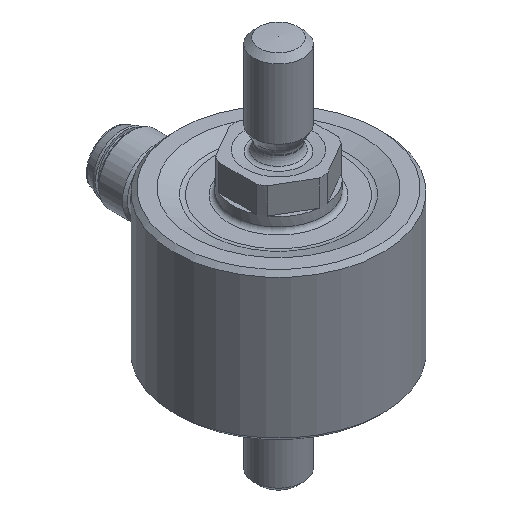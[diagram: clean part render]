
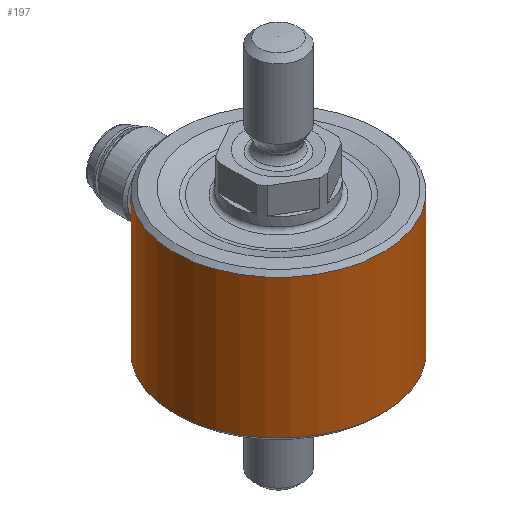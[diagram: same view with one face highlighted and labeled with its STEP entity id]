
A CAD part, isometric view. The second image highlights one B-rep face of the part: STEP entity #197.
In plain terms, the highlighted cylindrical face has radius 12.75 mm (diameter 25.5 mm), a full revolution.
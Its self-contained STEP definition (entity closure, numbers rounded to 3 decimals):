
#197 = ADVANCED_FACE( '', ( #559, #560, #561 ), #562, .T. );
#559 = FACE_BOUND( '', #1114, .T. );
#560 = FACE_OUTER_BOUND( '', #1115, .T. );
#561 = FACE_OUTER_BOUND( '', #1116, .T. );
#562 = CYLINDRICAL_SURFACE( '', #1117, 12.75 );
#1114 = EDGE_LOOP( '', ( #1837 ) );
#1115 = EDGE_LOOP( '', ( #1838 ) );
#1116 = EDGE_LOOP( '', ( #1839 ) );
#1117 = AXIS2_PLACEMENT_3D( '', #1840, #1841, #1842 );
#1837 = ORIENTED_EDGE( '', *, *, #2533, .T. );
#1838 = ORIENTED_EDGE( '', *, *, #2534, .T. );
#1839 = ORIENTED_EDGE( '', *, *, #2535, .T. );
#1840 = CARTESIAN_POINT( '', ( 0., 0., 13.5 ) );
#1841 = DIRECTION( '', ( 0., 0., -1. ) );
#1842 = DIRECTION( '', ( -1., 0., 0. ) );
#2533 = EDGE_CURVE( '', #2711, #2711, #2712, .T. );
#2534 = EDGE_CURVE( '', #2713, #2713, #2714, .T. );
#2535 = EDGE_CURVE( '', #2715, #2715, #2716, .F. );
#2711 = VERTEX_POINT( '', #2945 );
#2712 = B_SPLINE_CURVE_WITH_KNOTS( '', 3, ( #2946, #2947, #2948, #2949, #2950, #2951, #2952, #2953, #2954, #2955, #2956, #2957, #2958, #2959, #2960, #2961, #2962, #2963, #2964, #2965, #2966, #2967, #2968, #2969, #2970, #2971, #2972, #2973, #2974, #2975, #2976, #2977, #2978, #2979, #2980, #2981, #2982, #2983, #2984, #2985, #2986, #2987, #2988, #2989, #2990, #2991, #2992, #2993, #2994, #2995, #2996, #2997, #2998, #2999, #3000, #3001, #3002, #3003, #3004, #3005, #3006, #3007, #3008, #3009, #3010, #3011 ), .UNSPECIFIED., .T., .F., ( 2, 2, 2, 2, 2, 2, 2, 2, 2, 2, 2, 2, 2, 2, 2, 2, 2, 2, 2, 2, 2, 2, 2, 2, 2, 2, 2, 2, 2, 2, 2, 2, 2, 2, 2 ), ( -0.001, 0., 0.001, 0.002, 0.002, 0.003, 0.004, 0.005, 0.006, 0.006, 0.007, 0.008, 0.009, 0.009, 0.01, 0.011, 0.012, 0.013, 0.013, 0.014, 0.015, 0.016, 0.017, 0.017, 0.018, 0.019, 0.02, 0.02, 0.021, 0.022, 0.023, 0.024, 0.024, 0.025, 0.026 ), .UNSPECIFIED. );
#2713 = VERTEX_POINT( '', #3012 );
#2714 = CIRCLE( '', #3013, 12.75 );
#2715 = VERTEX_POINT( '', #3014 );
#2716 = CIRCLE( '', #3015, 12.75 );
#2945 = CARTESIAN_POINT( '', ( 0., 12.75, 5. ) );
#2946 = CARTESIAN_POINT( '', ( -0.266, 12.75, 5. ) );
#2947 = CARTESIAN_POINT( '', ( 0.266, 12.75, 5. ) );
#2948 = CARTESIAN_POINT( '', ( 0.527, 12.742, 5.026 ) );
#2949 = CARTESIAN_POINT( '', ( 1.041, 12.71, 5.129 ) );
#2950 = CARTESIAN_POINT( '', ( 1.296, 12.686, 5.207 ) );
#2951 = CARTESIAN_POINT( '', ( 1.78, 12.628, 5.408 ) );
#2952 = CARTESIAN_POINT( '', ( 2.009, 12.593, 5.531 ) );
#2953 = CARTESIAN_POINT( '', ( 2.442, 12.516, 5.821 ) );
#2954 = CARTESIAN_POINT( '', ( 2.646, 12.474, 5.989 ) );
#2955 = CARTESIAN_POINT( '', ( 3.012, 12.39, 6.356 ) );
#2956 = CARTESIAN_POINT( '', ( 3.177, 12.349, 6.556 ) );
#2957 = CARTESIAN_POINT( '', ( 3.47, 12.27, 6.993 ) );
#2958 = CARTESIAN_POINT( '', ( 3.593, 12.234, 7.223 ) );
#2959 = CARTESIAN_POINT( '', ( 3.793, 12.173, 7.703 ) );
#2960 = CARTESIAN_POINT( '', ( 3.871, 12.148, 7.957 ) );
#2961 = CARTESIAN_POINT( '', ( 3.974, 12.115, 8.474 ) );
#2962 = CARTESIAN_POINT( '', ( 4., 12.106, 8.735 ) );
#2963 = CARTESIAN_POINT( '', ( 4., 12.106, 9.26 ) );
#2964 = CARTESIAN_POINT( '', ( 3.974, 12.115, 9.527 ) );
#2965 = CARTESIAN_POINT( '', ( 3.871, 12.148, 10.041 ) );
#2966 = CARTESIAN_POINT( '', ( 3.795, 12.173, 10.292 ) );
#2967 = CARTESIAN_POINT( '', ( 3.593, 12.234, 10.778 ) );
#2968 = CARTESIAN_POINT( '', ( 3.469, 12.27, 11.009 ) );
#2969 = CARTESIAN_POINT( '', ( 3.18, 12.348, 11.441 ) );
#2970 = CARTESIAN_POINT( '', ( 3.013, 12.39, 11.644 ) );
#2971 = CARTESIAN_POINT( '', ( 2.644, 12.474, 12.013 ) );
#2972 = CARTESIAN_POINT( '', ( 2.444, 12.516, 12.177 ) );
#2973 = CARTESIAN_POINT( '', ( 2.012, 12.592, 12.467 ) );
#2974 = CARTESIAN_POINT( '', ( 1.778, 12.628, 12.593 ) );
#2975 = CARTESIAN_POINT( '', ( 1.296, 12.686, 12.793 ) );
#2976 = CARTESIAN_POINT( '', ( 1.046, 12.71, 12.87 ) );
#2977 = CARTESIAN_POINT( '', ( 0.529, 12.742, 12.974 ) );
#2978 = CARTESIAN_POINT( '', ( 0.264, 12.75, 13. ) );
#2979 = CARTESIAN_POINT( '', ( -0.26, 12.75, 13. ) );
#2980 = CARTESIAN_POINT( '', ( -0.524, 12.742, 12.974 ) );
#2981 = CARTESIAN_POINT( '', ( -1.043, 12.71, 12.871 ) );
#2982 = CARTESIAN_POINT( '', ( -1.293, 12.687, 12.794 ) );
#2983 = CARTESIAN_POINT( '', ( -1.776, 12.628, 12.594 ) );
#2984 = CARTESIAN_POINT( '', ( -2.01, 12.592, 12.468 ) );
#2985 = CARTESIAN_POINT( '', ( -2.442, 12.516, 12.178 ) );
#2986 = CARTESIAN_POINT( '', ( -2.643, 12.475, 12.014 ) );
#2987 = CARTESIAN_POINT( '', ( -3.012, 12.391, 11.645 ) );
#2988 = CARTESIAN_POINT( '', ( -3.179, 12.348, 11.442 ) );
#2989 = CARTESIAN_POINT( '', ( -3.468, 12.27, 11.011 ) );
#2990 = CARTESIAN_POINT( '', ( -3.592, 12.234, 10.781 ) );
#2991 = CARTESIAN_POINT( '', ( -3.794, 12.173, 10.294 ) );
#2992 = CARTESIAN_POINT( '', ( -3.87, 12.149, 10.044 ) );
#2993 = CARTESIAN_POINT( '', ( -3.973, 12.115, 9.531 ) );
#2994 = CARTESIAN_POINT( '', ( -4., 12.106, 9.264 ) );
#2995 = CARTESIAN_POINT( '', ( -4., 12.106, 8.737 ) );
#2996 = CARTESIAN_POINT( '', ( -3.974, 12.115, 8.476 ) );
#2997 = CARTESIAN_POINT( '', ( -3.871, 12.148, 7.96 ) );
#2998 = CARTESIAN_POINT( '', ( -3.794, 12.173, 7.705 ) );
#2999 = CARTESIAN_POINT( '', ( -3.593, 12.234, 7.224 ) );
#3000 = CARTESIAN_POINT( '', ( -3.47, 12.27, 6.993 ) );
#3001 = CARTESIAN_POINT( '', ( -3.178, 12.349, 6.557 ) );
#3002 = CARTESIAN_POINT( '', ( -3.013, 12.39, 6.356 ) );
#3003 = CARTESIAN_POINT( '', ( -2.646, 12.474, 5.989 ) );
#3004 = CARTESIAN_POINT( '', ( -2.442, 12.516, 5.821 ) );
#3005 = CARTESIAN_POINT( '', ( -2.009, 12.593, 5.531 ) );
#3006 = CARTESIAN_POINT( '', ( -1.78, 12.627, 5.408 ) );
#3007 = CARTESIAN_POINT( '', ( -1.297, 12.686, 5.207 ) );
#3008 = CARTESIAN_POINT( '', ( -1.042, 12.71, 5.129 ) );
#3009 = CARTESIAN_POINT( '', ( -0.528, 12.742, 5.026 ) );
#3010 = CARTESIAN_POINT( '', ( -0.266, 12.75, 5. ) );
#3011 = CARTESIAN_POINT( '', ( 0.266, 12.75, 5. ) );
#3012 = CARTESIAN_POINT( '', ( 12.75, 0., 15.5 ) );
#3013 = AXIS2_PLACEMENT_3D( '', #3262, #3263, #3264 );
#3014 = CARTESIAN_POINT( '', ( 12.75, 0., -1.5 ) );
#3015 = AXIS2_PLACEMENT_3D( '', #3265, #3266, #3267 );
#3262 = CARTESIAN_POINT( '', ( 0., 0., 15.5 ) );
#3263 = DIRECTION( '', ( 0., 0., -1. ) );
#3264 = DIRECTION( '', ( 1., 0., 0. ) );
#3265 = CARTESIAN_POINT( '', ( 0., 0., -1.5 ) );
#3266 = DIRECTION( '', ( 0., 0., -1. ) );
#3267 = DIRECTION( '', ( 1., 0., 0. ) );
